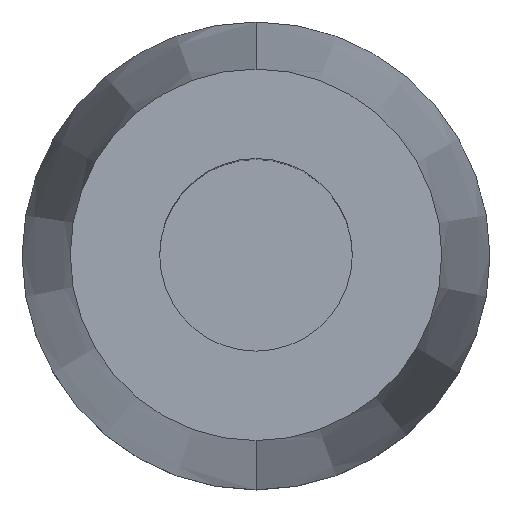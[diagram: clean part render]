
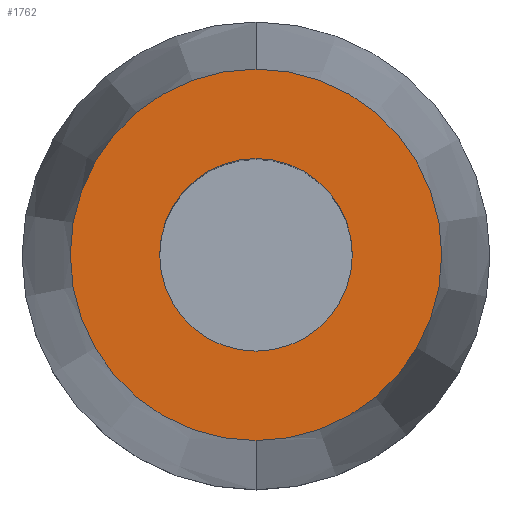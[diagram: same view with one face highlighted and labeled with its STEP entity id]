
A CAD part, top view. The second image highlights one B-rep face of the part: STEP entity #1762.
In plain terms, the highlighted planar face has unit normal (0, 0, 1).
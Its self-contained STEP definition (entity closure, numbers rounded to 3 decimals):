
#10 = AXIS2_PLACEMENT_3D ( 'NONE', #2425, #802, #1091 ) ;
#168 = CARTESIAN_POINT ( 'NONE',  ( 0., 13.5, 90. ) ) ;
#235 = DIRECTION ( 'NONE',  ( 0., 0., -1. ) ) ;
#249 = VERTEX_POINT ( 'NONE', #1860 ) ;
#259 = AXIS2_PLACEMENT_3D ( 'NONE', #1363, #235, #2153 ) ;
#498 = DIRECTION ( 'NONE',  ( 0., 0., 1. ) ) ;
#582 = ORIENTED_EDGE ( 'NONE', *, *, #2369, .T. ) ;
#681 = PLANE ( 'NONE',  #1115 ) ;
#802 = DIRECTION ( 'NONE',  ( 0., 0., -1. ) ) ;
#855 = ORIENTED_EDGE ( 'NONE', *, *, #2829, .T. ) ;
#1091 = DIRECTION ( 'NONE',  ( 0., 1., 0. ) ) ;
#1115 = AXIS2_PLACEMENT_3D ( 'NONE', #168, #498, #1327 ) ;
#1215 = VERTEX_POINT ( 'NONE', #2503 ) ;
#1231 = CARTESIAN_POINT ( 'NONE',  ( 0., -7., 90. ) ) ;
#1305 = DIRECTION ( 'NONE',  ( 0., 1., 0. ) ) ;
#1327 = DIRECTION ( 'NONE',  ( 0., -1., 0. ) ) ;
#1340 = CARTESIAN_POINT ( 'NONE',  ( 0., 0., 90. ) ) ;
#1363 = CARTESIAN_POINT ( 'NONE',  ( 0., 0., 90. ) ) ;
#1483 = EDGE_CURVE ( 'NONE', #3412, #249, #3358, .T. ) ;
#1762 = ADVANCED_FACE ( 'NONE', ( #3306, #2589 ), #681, .T. ) ;
#1860 = CARTESIAN_POINT ( 'NONE',  ( 0., -13.5, 90. ) ) ;
#2153 = DIRECTION ( 'NONE',  ( 0., 1., 0. ) ) ;
#2163 = CIRCLE ( 'NONE', #2662, 7. ) ;
#2217 = AXIS2_PLACEMENT_3D ( 'NONE', #1340, #3215, #1305 ) ;
#2369 = EDGE_CURVE ( 'NONE', #1215, #3528, #2163, .T. ) ;
#2414 = ORIENTED_EDGE ( 'NONE', *, *, #1483, .F. ) ;
#2425 = CARTESIAN_POINT ( 'NONE',  ( 0., 0., 90. ) ) ;
#2470 = CARTESIAN_POINT ( 'NONE',  ( 0., 13.5, 90. ) ) ;
#2503 = CARTESIAN_POINT ( 'NONE',  ( 0., 7., 90. ) ) ;
#2556 = EDGE_LOOP ( 'NONE', ( #582, #855 ) ) ;
#2589 = FACE_OUTER_BOUND ( 'NONE', #2971, .T. ) ;
#2645 = CARTESIAN_POINT ( 'NONE',  ( 0., 0., 90. ) ) ;
#2662 = AXIS2_PLACEMENT_3D ( 'NONE', #2645, #3450, #3211 ) ;
#2673 = ORIENTED_EDGE ( 'NONE', *, *, #3143, .F. ) ;
#2829 = EDGE_CURVE ( 'NONE', #3528, #1215, #3506, .T. ) ;
#2971 = EDGE_LOOP ( 'NONE', ( #2414, #2673 ) ) ;
#3143 = EDGE_CURVE ( 'NONE', #249, #3412, #3468, .T. ) ;
#3211 = DIRECTION ( 'NONE',  ( 0., 1., 0. ) ) ;
#3215 = DIRECTION ( 'NONE',  ( 0., 0., -1. ) ) ;
#3306 = FACE_BOUND ( 'NONE', #2556, .T. ) ;
#3358 = CIRCLE ( 'NONE', #10, 13.5 ) ;
#3412 = VERTEX_POINT ( 'NONE', #2470 ) ;
#3450 = DIRECTION ( 'NONE',  ( 0., 0., -1. ) ) ;
#3468 = CIRCLE ( 'NONE', #259, 13.5 ) ;
#3506 = CIRCLE ( 'NONE', #2217, 7. ) ;
#3528 = VERTEX_POINT ( 'NONE', #1231 ) ;
